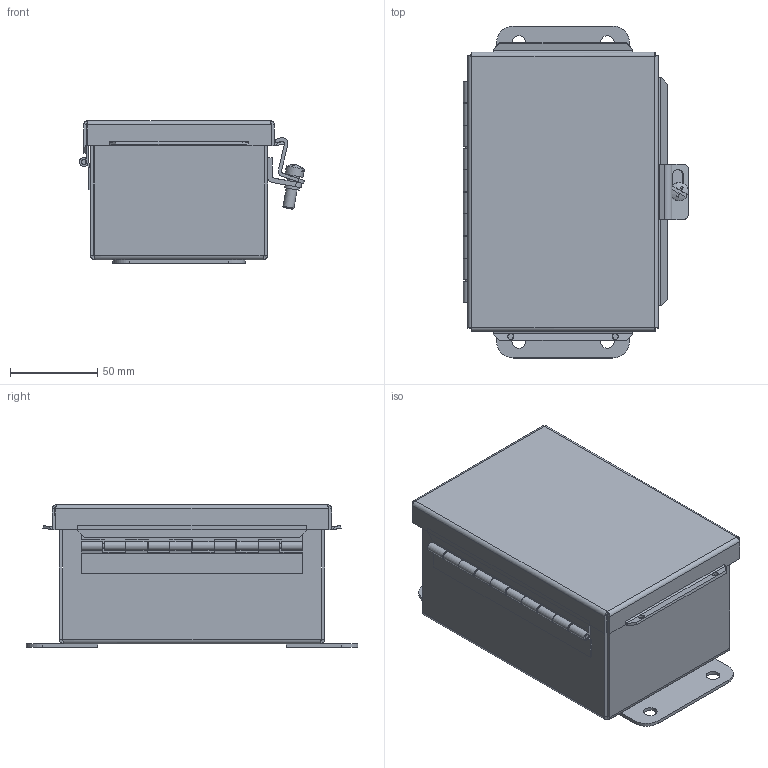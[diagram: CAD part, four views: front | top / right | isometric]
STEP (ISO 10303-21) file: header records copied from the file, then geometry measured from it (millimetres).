
FILE_DESCRIPTION((''),'2;1');
FILE_NAME('B060403CH.iam.stp','2012-02-09T07:13:27',(''),(''),'Autodesk Inventor 2012','Autodesk Inventor 2012','');
FILE_SCHEMA(('AUTOMOTIVE_DESIGN { 1 0 10303 214 1 1 1 1 }'));
Length unit declared in the file: inch
Products named in the file (14): B060403CH; 3499; 3481; C1001; C1002; 372134; B060403CHBKP; 328120; 328120LH; 328120P; 328120TH; 316160; 38811; B0604CHLID
Assembly tree (18 placements, depth 3):
  B060403CH
    3499  x4
    3481  x2
    C1001
    C1002
    372134
    B060403CHBKP
    328120
      328120LH
      328120P
      328120TH
    316160  x2
    38811
    B0604CHLID
Bounding box: 129.21 x 190.5 x 81.78 mm (x, y, z)
Volume: 206386.5 mm3; surface area: 219657.5 mm2
Topology: 17 solids, 17 shells, 386 faces, 919 edges, 574 vertices
Faces by surface type: plane 253, cylinder 91, bspline 36, sphere 2, cone 2, torus 2
Full cylindrical faces by diameter (mm): 2.54 x1, 2.957 x10, 3.556 x2, 3.962 x4, 4.826 x1, 4.978 x1, 6.35 x2, 7.62 x4, 7.874 x4, 8.738 x1, 10.402 x1, 15.875 x4
Entity records: 10645 total; most frequent: CARTESIAN_POINT 2420, DIRECTION 1540, ORIENTED_EDGE 1520, EDGE_CURVE 760, VECTOR 584, LINE 584, VERTEX_POINT 482, AXIS2_PLACEMENT_3D 478
